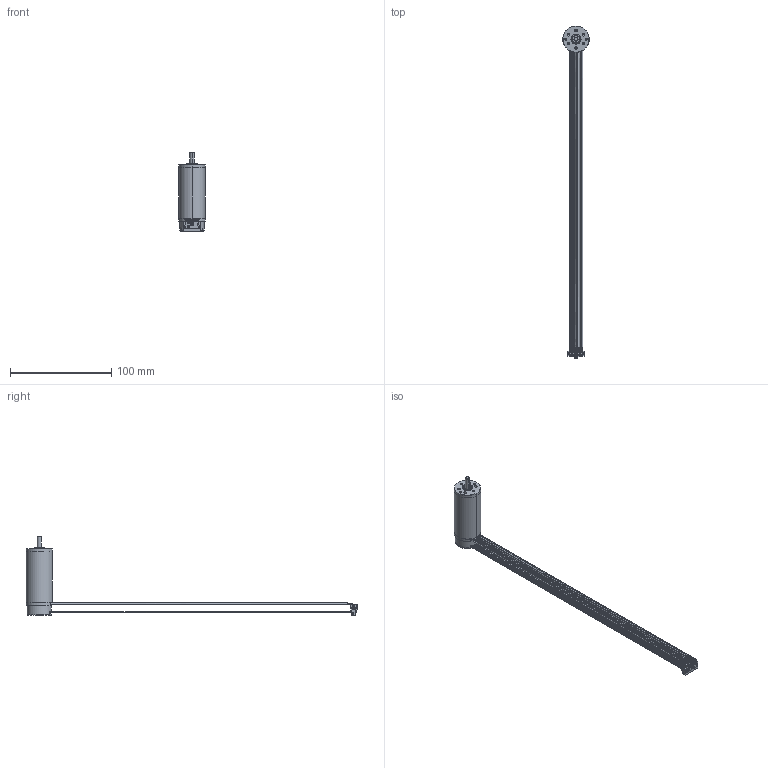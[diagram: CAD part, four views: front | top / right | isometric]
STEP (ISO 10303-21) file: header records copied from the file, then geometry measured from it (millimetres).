
FILE_DESCRIPTION((''),'2;1');
FILE_NAME('4611180000676_SW0003','2023-01-12T15:23:42',('ms27248'),(''),'CREO PARAMETRIC BY PTC INC, 2018100','CREO PARAMETRIC BY PTC INC, 2018100','');
FILE_SCHEMA(('CONFIG_CONTROL_DESIGN'));
Length unit declared in the file: millimetre
Products named in the file (1): 4611180000676_SW0003
Bounding box: 26 x 327.98 x 78.1 mm (x, y, z)
Surface area: 26833.6 mm2 (no closed solid volume)
Topology: 0 solids, 71 shells, 271 faces, 1406 edges, 1168 vertices
Faces by surface type: plane 130, cylinder 63, bspline 32, cone 23, extrusion 19, torus 4
Entity records: 14832 total; most frequent: CARTESIAN_POINT 4255, DIRECTION 1972, ORIENTED_EDGE 1822, EDGE_CURVE 1394, VERTEX_POINT 1168, VECTOR 1120, LINE 1101, AXIS2_PLACEMENT_3D 426
